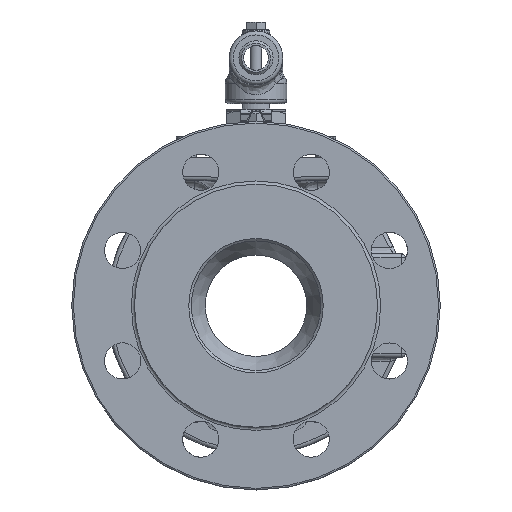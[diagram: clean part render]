
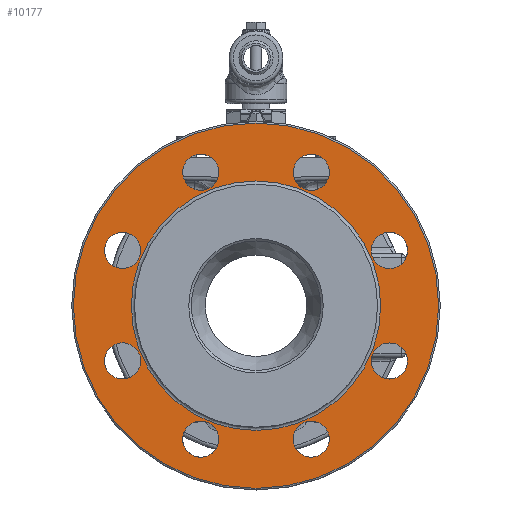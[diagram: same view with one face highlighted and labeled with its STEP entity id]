
A CAD part, left-side view. The second image highlights one B-rep face of the part: STEP entity #10177.
In plain terms, the highlighted planar face has unit normal (-1, 0, 0).
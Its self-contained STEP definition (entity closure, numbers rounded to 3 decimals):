
#1185=PLANE('',#11114);
#2247=CIRCLE('',#10481,9.075);
#2249=CIRCLE('',#10484,9.075);
#2251=CIRCLE('',#10487,9.075);
#2253=CIRCLE('',#10490,9.075);
#2255=CIRCLE('',#10493,9.075);
#2257=CIRCLE('',#10496,9.075);
#2259=CIRCLE('',#10499,9.075);
#2261=CIRCLE('',#10502,9.075);
#2546=CIRCLE('',#11106,91.7);
#2550=CIRCLE('',#11113,62.6);
#2789=FACE_BOUND('',#3990,.T.);
#2790=FACE_BOUND('',#3991,.T.);
#2791=FACE_BOUND('',#3992,.T.);
#2792=FACE_BOUND('',#3993,.T.);
#2793=FACE_BOUND('',#3994,.T.);
#2794=FACE_BOUND('',#3995,.T.);
#2795=FACE_BOUND('',#3996,.T.);
#2796=FACE_BOUND('',#3997,.T.);
#2797=FACE_BOUND('',#3998,.T.);
#3258=FACE_OUTER_BOUND('',#3989,.T.);
#3989=EDGE_LOOP('',(#8574));
#3990=EDGE_LOOP('',(#8575));
#3991=EDGE_LOOP('',(#8576));
#3992=EDGE_LOOP('',(#8577));
#3993=EDGE_LOOP('',(#8578));
#3994=EDGE_LOOP('',(#8579));
#3995=EDGE_LOOP('',(#8580));
#3996=EDGE_LOOP('',(#8581));
#3997=EDGE_LOOP('',(#8582));
#3998=EDGE_LOOP('',(#8583));
#4586=VERTEX_POINT('',#14235);
#4588=VERTEX_POINT('',#14240);
#4590=VERTEX_POINT('',#14245);
#4592=VERTEX_POINT('',#14250);
#4594=VERTEX_POINT('',#14255);
#4596=VERTEX_POINT('',#14260);
#4598=VERTEX_POINT('',#14265);
#4600=VERTEX_POINT('',#14270);
#5076=VERTEX_POINT('',#19807);
#5080=VERTEX_POINT('',#19818);
#5478=EDGE_CURVE('',#4586,#4586,#2247,.T.);
#5480=EDGE_CURVE('',#4588,#4588,#2249,.T.);
#5482=EDGE_CURVE('',#4590,#4590,#2251,.T.);
#5484=EDGE_CURVE('',#4592,#4592,#2253,.T.);
#5486=EDGE_CURVE('',#4594,#4594,#2255,.T.);
#5488=EDGE_CURVE('',#4596,#4596,#2257,.T.);
#5490=EDGE_CURVE('',#4598,#4598,#2259,.T.);
#5492=EDGE_CURVE('',#4600,#4600,#2261,.T.);
#6299=EDGE_CURVE('',#5076,#5076,#2546,.T.);
#6303=EDGE_CURVE('',#5080,#5080,#2550,.T.);
#8574=ORIENTED_EDGE('',*,*,#6299,.F.);
#8575=ORIENTED_EDGE('',*,*,#5478,.T.);
#8576=ORIENTED_EDGE('',*,*,#5480,.T.);
#8577=ORIENTED_EDGE('',*,*,#5482,.T.);
#8578=ORIENTED_EDGE('',*,*,#5484,.T.);
#8579=ORIENTED_EDGE('',*,*,#5486,.T.);
#8580=ORIENTED_EDGE('',*,*,#5488,.T.);
#8581=ORIENTED_EDGE('',*,*,#5490,.T.);
#8582=ORIENTED_EDGE('',*,*,#5492,.T.);
#8583=ORIENTED_EDGE('',*,*,#6303,.F.);
#10177=ADVANCED_FACE('',(#3258,#2789,#2790,#2791,#2792,#2793,#2794,#2795,
#2796,#2797),#1185,.F.);
#10481=AXIS2_PLACEMENT_3D('',#14236,#11626,#11627);
#10484=AXIS2_PLACEMENT_3D('',#14241,#11632,#11633);
#10487=AXIS2_PLACEMENT_3D('',#14246,#11638,#11639);
#10490=AXIS2_PLACEMENT_3D('',#14251,#11644,#11645);
#10493=AXIS2_PLACEMENT_3D('',#14256,#11650,#11651);
#10496=AXIS2_PLACEMENT_3D('',#14261,#11656,#11657);
#10499=AXIS2_PLACEMENT_3D('',#14266,#11662,#11663);
#10502=AXIS2_PLACEMENT_3D('',#14271,#11668,#11669);
#11106=AXIS2_PLACEMENT_3D('',#19808,#13062,#13063);
#11113=AXIS2_PLACEMENT_3D('',#19819,#13076,#13077);
#11114=AXIS2_PLACEMENT_3D('',#19820,#13078,#13079);
#11626=DIRECTION('center_axis',(1.,0.,0.));
#11627=DIRECTION('ref_axis',(0.,0.707,0.707));
#11632=DIRECTION('center_axis',(1.,0.,0.));
#11633=DIRECTION('ref_axis',(0.,1.,0.));
#11638=DIRECTION('center_axis',(1.,0.,0.));
#11639=DIRECTION('ref_axis',(0.,0.707,-0.707));
#11644=DIRECTION('center_axis',(1.,0.,0.));
#11645=DIRECTION('ref_axis',(0.,0.,
-1.));
#11650=DIRECTION('center_axis',(1.,0.,0.));
#11651=DIRECTION('ref_axis',(0.,-0.707,-0.707));
#11656=DIRECTION('center_axis',(1.,0.,0.));
#11657=DIRECTION('ref_axis',(0.,-1.,0.));
#11662=DIRECTION('center_axis',(1.,0.,0.));
#11663=DIRECTION('ref_axis',(0.,-0.707,0.707));
#11668=DIRECTION('center_axis',(1.,0.,0.));
#11669=DIRECTION('ref_axis',(0.,0.,1.));
#13062=DIRECTION('center_axis',(1.,0.,0.));
#13063=DIRECTION('ref_axis',(0.,0.,-1.));
#13076=DIRECTION('center_axis',(-1.,0.,0.));
#13077=DIRECTION('ref_axis',(0.,0.,-1.));
#13078=DIRECTION('center_axis',(1.,0.,0.));
#13079=DIRECTION('ref_axis',(0.,0.,-1.));
#14235=CARTESIAN_POINT('',(-66.4,34.162,73.398));
#14236=CARTESIAN_POINT('Origin',(-66.4,27.745,66.981));
#14240=CARTESIAN_POINT('',(-66.4,76.056,27.745));
#14241=CARTESIAN_POINT('Origin',(-66.4,66.981,27.745));
#14245=CARTESIAN_POINT('',(-66.4,73.398,-34.162));
#14246=CARTESIAN_POINT('Origin',(-66.4,66.981,-27.745));
#14250=CARTESIAN_POINT('',(-66.4,27.745,-76.056));
#14251=CARTESIAN_POINT('Origin',(-66.4,27.745,-66.981));
#14255=CARTESIAN_POINT('',(-66.4,-34.162,-73.398));
#14256=CARTESIAN_POINT('Origin',(-66.4,-27.745,-66.981));
#14260=CARTESIAN_POINT('',(-66.4,-76.056,-27.745));
#14261=CARTESIAN_POINT('Origin',(-66.4,-66.981,-27.745));
#14265=CARTESIAN_POINT('',(-66.4,-73.398,34.162));
#14266=CARTESIAN_POINT('Origin',(-66.4,-66.981,27.745));
#14270=CARTESIAN_POINT('',(-66.4,-27.745,76.056));
#14271=CARTESIAN_POINT('Origin',(-66.4,-27.745,66.981));
#19807=CARTESIAN_POINT('',(-66.4,0.,91.7));
#19808=CARTESIAN_POINT('Origin',(-66.4,0.,0.));
#19818=CARTESIAN_POINT('',(-66.4,0.,62.6));
#19819=CARTESIAN_POINT('Origin',(-66.4,0.,0.));
#19820=CARTESIAN_POINT('Origin',(-66.4,0.,61.));
